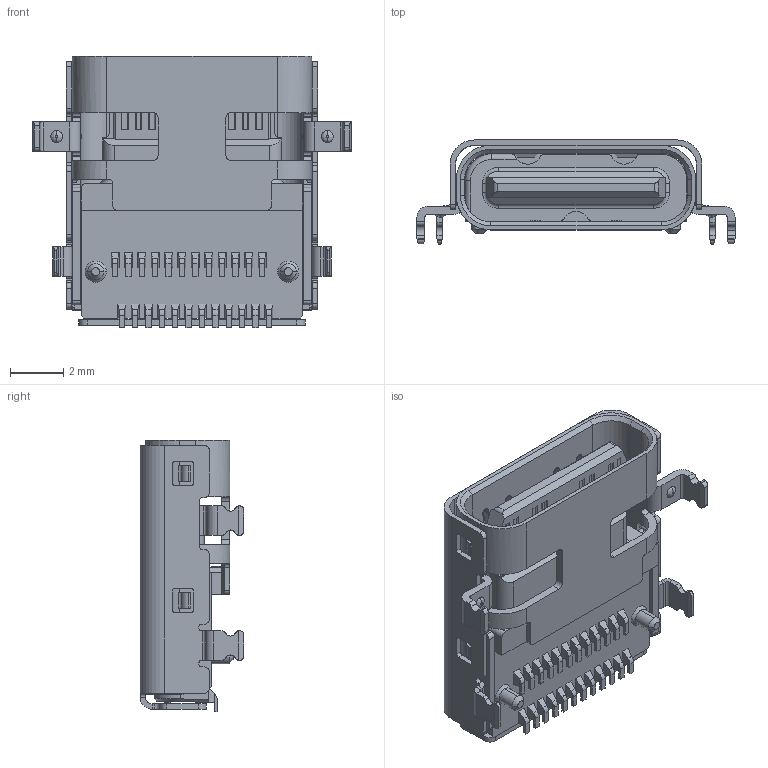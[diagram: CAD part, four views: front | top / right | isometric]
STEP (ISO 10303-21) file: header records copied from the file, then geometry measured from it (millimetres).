
FILE_DESCRIPTION (( 'STEP AP214' ), '1' );
FILE_NAME ('2388749-1.STEP', '2022-06-08T21:56:01', ( '' ), ( '' ), 'SwSTEP 2.0', 'SolidWorks 2020', '' );
FILE_SCHEMA (( 'AUTOMOTIVE_DESIGN' ));
Length unit declared in the file: millimetre
Products named in the file (1): 2388749-1
Bounding box: 11.9 x 3.88 x 10.14 mm (x, y, z)
Volume: 182.8 mm3; surface area: 754.2 mm2
Topology: 1 solids, 4 shells, 1081 faces, 2865 edges, 1833 vertices
Faces by surface type: plane 769, cylinder 255, bspline 32, cone 16, torus 9
Entity records: 34452 total; most frequent: CARTESIAN_POINT 7442, ORIENTED_EDGE 5730, DIRECTION 5437, EDGE_CURVE 2865, VECTOR 2167, LINE 2167, VERTEX_POINT 1833, AXIS2_PLACEMENT_3D 1635
